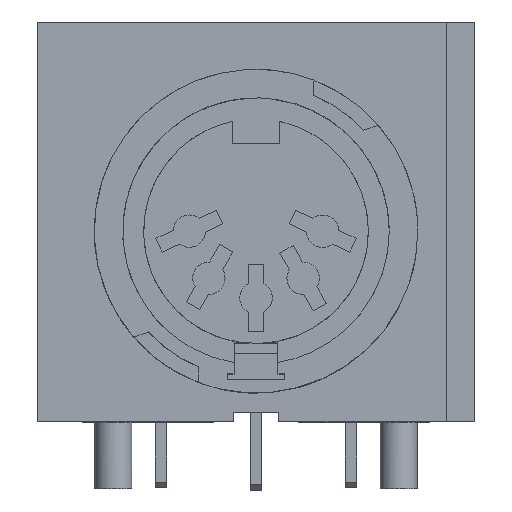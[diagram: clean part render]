
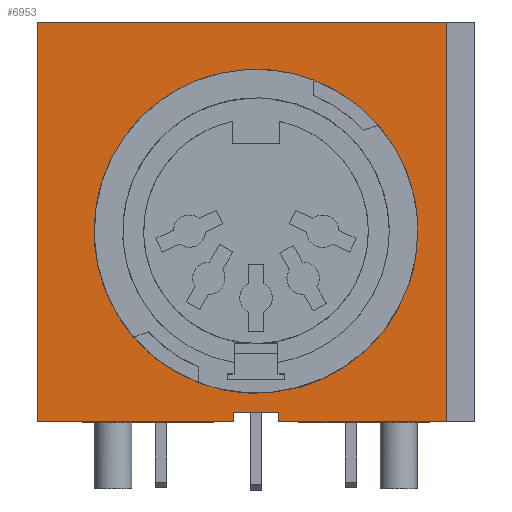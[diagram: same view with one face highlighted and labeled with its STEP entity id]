
A CAD part, top view. The second image highlights one B-rep face of the part: STEP entity #6953.
In plain terms, the highlighted free-form (B-spline) face has degree [1, 1] with [2, 2] control points.
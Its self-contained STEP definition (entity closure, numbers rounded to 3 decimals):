
#2925=CARTESIAN_POINT('V289',(17.187,25.773,
   1.8));
#2926=VERTEX_POINT('V289',#2925);
#2932=CARTESIAN_POINT('V288',(38.687,25.773,
   1.8));
#2933=VERTEX_POINT('V288',#2932);
#2934=CARTESIAN_POINT('E397',(17.187,25.773,
   1.8));
#2935=CARTESIAN_POINT('E397',(38.687,25.773,
   1.8));
#2936=B_SPLINE_CURVE_WITH_KNOTS('E397',1,(#2934,#2935),
   .POLYLINE_FORM.,.F.,.U.,(2,2),(0.0,11.944),
   .UNSPECIFIED.);
#2937=EDGE_CURVE('E397',#2926,#2933,#2936,.T.);
#3004=CARTESIAN_POINT('V138',(38.687,4.773,
   1.8));
#3005=VERTEX_POINT('V138',#3004);
#3006=CARTESIAN_POINT('E396',(38.687,4.773,
   1.8));
#3007=CARTESIAN_POINT('E396',(38.687,25.773,
   1.8));
#3008=B_SPLINE_CURVE_WITH_KNOTS('E396',1,(#3006,#3007),
   .POLYLINE_FORM.,.F.,.U.,(2,2),(1.19,
   24.523),.UNSPECIFIED.);
#3009=EDGE_CURVE('E396',#3005,#2933,#3008,.T.);
#6246=CARTESIAN_POINT('V291',(37.187,14.773,
   1.8));
#6247=VERTEX_POINT('V291',#6246);
#6253=CARTESIAN_POINT('E401',(37.187,14.773,
   1.8));
#6254=CARTESIAN_POINT('E401',(37.187,0.051,
   1.8));
#6255=CARTESIAN_POINT('E401',(24.437,7.412,
   1.8));
#6256=CARTESIAN_POINT('E401',(11.687,14.773,
   1.8));
#6257=CARTESIAN_POINT('E401',(24.437,22.135,
   1.8));
#6258=CARTESIAN_POINT('E401',(37.187,29.496,
   1.8));
#6259=CARTESIAN_POINT('E401',(37.187,14.773,
   1.8));
#6267=(BOUNDED_CURVE()B_SPLINE_CURVE(2,(#6253,#6254,#6255,#6256,
   #6257,#6258,#6259),.CIRCULAR_ARC.,.T.,.U.)
   B_SPLINE_CURVE_WITH_KNOTS((3,2,2,3),(0.0,3.099,
   6.199,9.298),.UNSPECIFIED.)CURVE()
   GEOMETRIC_REPRESENTATION_ITEM()RATIONAL_B_SPLINE_CURVE((1.0,
   0.5,1.0,0.5,1.0,0.5,1.0)
   )REPRESENTATION_ITEM('E401'));
#6268=EDGE_CURVE('E401',#6247,#6247,#6267,.T.);
#6854=CARTESIAN_POINT('V150',(27.487,4.773,
   1.8));
#6855=VERTEX_POINT('V150',#6854);
#6862=CARTESIAN_POINT('V290',(27.487,5.273,
   1.8));
#6863=VERTEX_POINT('V290',#6862);
#6869=CARTESIAN_POINT('E399',(27.487,4.773,
   1.8));
#6870=CARTESIAN_POINT('E399',(27.487,5.273,
   1.8));
#6871=QUASI_UNIFORM_CURVE('E399',1,(#6869,#6870),.POLYLINE_FORM.,.F.,
   .U.);
#6872=EDGE_CURVE('E399',#6855,#6863,#6871,.T.);
#6882=CARTESIAN_POINT('V287',(29.887,5.273,
   1.8));
#6883=VERTEX_POINT('V287',#6882);
#6884=CARTESIAN_POINT('E400',(27.487,5.273,
   1.8));
#6885=CARTESIAN_POINT('E400',(29.887,5.273,
   1.8));
#6886=QUASI_UNIFORM_CURVE('E400',1,(#6884,#6885),.POLYLINE_FORM.,.F.,
   .U.);
#6887=EDGE_CURVE('E400',#6863,#6883,#6886,.T.);
#6905=CARTESIAN_POINT('V139',(29.887,4.773,
   1.8));
#6906=VERTEX_POINT('V139',#6905);
#6912=CARTESIAN_POINT('E395',(29.887,5.273,
   1.8));
#6913=CARTESIAN_POINT('E395',(29.887,4.773,
   1.8));
#6914=QUASI_UNIFORM_CURVE('E395',1,(#6912,#6913),.POLYLINE_FORM.,.F.,
   .U.);
#6915=EDGE_CURVE('E395',#6883,#6906,#6914,.T.);
#6921=CARTESIAN_POINT('F117',(16.037,3.723,
   1.8));
#6922=CARTESIAN_POINT('F117',(41.337,3.723,
   1.8));
#6923=CARTESIAN_POINT('F117',(16.037,26.823,
   1.8));
#6924=CARTESIAN_POINT('F117',(41.337,26.823,
   1.8));
#6925=QUASI_UNIFORM_SURFACE('F117',1,1,((#6921,#6923),(#6922,
   #6924)),.PLANE_SURF.,.F.,.F.,.U.);
#6926=ORIENTED_EDGE('E395',*,*,#6915,.T.);
#6927=CARTESIAN_POINT('E191',(38.687,4.773,
   1.8));
#6928=CARTESIAN_POINT('E191',(29.887,4.773,
   1.8));
#6929=B_SPLINE_CURVE_WITH_KNOTS('E191',1,(#6927,#6928),
   .POLYLINE_FORM.,.F.,.U.,(2,2),(0.833,
   5.722),.UNSPECIFIED.);
#6930=EDGE_CURVE('E191',#3005,#6906,#6929,.T.);
#6931=ORIENTED_EDGE('E191',*,*,#6930,.F.);
#6932=ORIENTED_EDGE('E396',*,*,#3009,.T.);
#6933=ORIENTED_EDGE('E397',*,*,#2937,.F.);
#6934=CARTESIAN_POINT('V151',(17.187,4.773,
   1.8));
#6935=VERTEX_POINT('V151',#6934);
#6936=CARTESIAN_POINT('E398',(17.187,4.773,
   1.8));
#6937=CARTESIAN_POINT('E398',(17.187,25.773,
   1.8));
#6938=B_SPLINE_CURVE_WITH_KNOTS('E398',1,(#6936,#6937),
   .POLYLINE_FORM.,.F.,.U.,(2,2),(0.0,11.667),
   .UNSPECIFIED.);
#6939=EDGE_CURVE('E398',#6935,#2926,#6938,.T.);
#6940=ORIENTED_EDGE('E398',*,*,#6939,.F.);
#6941=CARTESIAN_POINT('E204',(27.487,4.773,
   1.8));
#6942=CARTESIAN_POINT('E204',(17.187,4.773,
   1.8));
#6943=B_SPLINE_CURVE_WITH_KNOTS('E204',1,(#6941,#6942),
   .POLYLINE_FORM.,.F.,.U.,(2,2),(7.056,
   12.778),.UNSPECIFIED.);
#6944=EDGE_CURVE('E204',#6855,#6935,#6943,.T.);
#6945=ORIENTED_EDGE('E204',*,*,#6944,.F.);
#6946=ORIENTED_EDGE('F166',*,*,#6872,.T.);
#6947=ORIENTED_EDGE('E400',*,*,#6887,.T.);
#6948=EDGE_LOOP('F117',(#6926,#6931,#6932,#6933,#6940,#6945,#6946,
   #6947));
#6949=FACE_OUTER_BOUND('F117',#6948,.T.);
#6950=ORIENTED_EDGE('E401',*,*,#6268,.T.);
#6951=EDGE_LOOP('F117',(#6950));
#6952=FACE_BOUND('F117',#6951,.T.);
#6953=ADVANCED_FACE('F117',(#6949,#6952),#6925,.T.);
